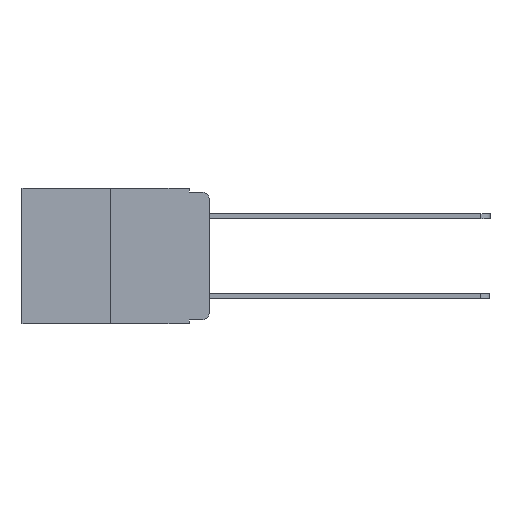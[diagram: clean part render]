
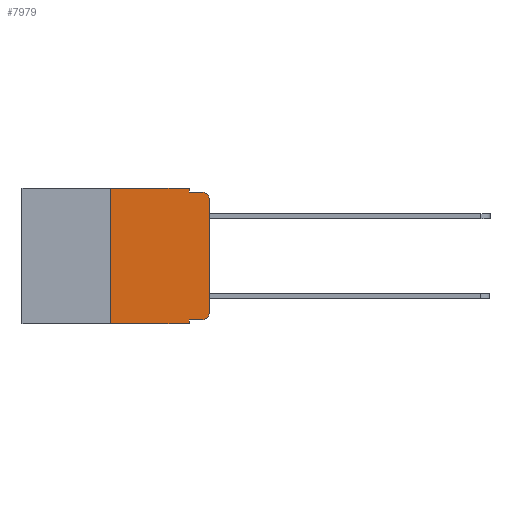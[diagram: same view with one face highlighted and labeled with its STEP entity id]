
A CAD part, left-side view. The second image highlights one B-rep face of the part: STEP entity #7979.
In plain terms, the highlighted planar face has unit normal (-1, 0, 0).
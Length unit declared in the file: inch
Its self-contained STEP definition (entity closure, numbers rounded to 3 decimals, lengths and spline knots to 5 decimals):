
#48 = VECTOR ( 'NONE', #17752, 39.37008 ) ;
#76 = VERTEX_POINT ( 'NONE', #15345 ) ;
#311 = DIRECTION ( 'NONE',  ( 0., 0., -1. ) ) ;
#640 = DIRECTION ( 'NONE',  ( 0., 0., 1. ) ) ;
#869 = EDGE_CURVE ( 'NONE', #9048, #16133, #10242, .T. ) ;
#1250 = VERTEX_POINT ( 'NONE', #17674 ) ;
#1909 = CARTESIAN_POINT ( 'NONE',  ( 0., 0.473, 0. ) ) ;
#2218 = DIRECTION ( 'NONE',  ( -1., 0., 0. ) ) ;
#2571 = CARTESIAN_POINT ( 'NONE',  ( 0., 0.02, -0.01 ) ) ;
#2594 = VERTEX_POINT ( 'NONE', #14949 ) ;
#2960 = EDGE_CURVE ( 'NONE', #1250, #8624, #10146, .T. ) ;
#3205 = DIRECTION ( 'NONE',  ( 0., 0., -1. ) ) ;
#3262 = AXIS2_PLACEMENT_3D ( 'NONE', #8424, #17896, #9844 ) ;
#4088 = CARTESIAN_POINT ( 'NONE',  ( 0., 0.473, -0.343 ) ) ;
#4180 = LINE ( 'NONE', #4088, #48 ) ;
#4311 = DIRECTION ( 'NONE',  ( 0., -1., 0. ) ) ;
#4787 = CARTESIAN_POINT ( 'NONE',  ( 0., 0.473, 0. ) ) ;
#4913 = EDGE_CURVE ( 'NONE', #8248, #76, #9214, .T. ) ;
#4969 = ORIENTED_EDGE ( 'NONE', *, *, #6769, .F. ) ;
#4996 = CARTESIAN_POINT ( 'NONE',  ( 0., 0.25, 0. ) ) ;
#5021 = ORIENTED_EDGE ( 'NONE', *, *, #17124, .T. ) ;
#5412 = CARTESIAN_POINT ( 'NONE',  ( 0., 0., 0. ) ) ;
#5457 = LINE ( 'NONE', #17957, #12371 ) ;
#5527 = VECTOR ( 'NONE', #3205, 39.37008 ) ;
#5584 = CARTESIAN_POINT ( 'NONE',  ( 0., 0., -0.313 ) ) ;
#6238 = ORIENTED_EDGE ( 'NONE', *, *, #9576, .T. ) ;
#6769 = EDGE_CURVE ( 'NONE', #76, #11856, #5457, .T. ) ;
#6770 = CARTESIAN_POINT ( 'NONE',  ( 0., 0.051, 0. ) ) ;
#6911 = CIRCLE ( 'NONE', #9586, 0.02 ) ;
#7179 = ORIENTED_EDGE ( 'NONE', *, *, #15329, .T. ) ;
#7597 = AXIS2_PLACEMENT_3D ( 'NONE', #4787, #9031, #311 ) ;
#7604 = PLANE ( 'NONE',  #7597 ) ;
#7654 = VERTEX_POINT ( 'NONE', #5584 ) ;
#7676 = EDGE_CURVE ( 'NONE', #2594, #11856, #14654, .T. ) ;
#7825 = VERTEX_POINT ( 'NONE', #10135 ) ;
#7882 = LINE ( 'NONE', #1909, #11151 ) ;
#7912 = LINE ( 'NONE', #18174, #14747 ) ;
#7979 = ADVANCED_FACE ( 'NONE', ( #10426 ), #7604, .F. ) ;
#8046 = ORIENTED_EDGE ( 'NONE', *, *, #11874, .T. ) ;
#8248 = VERTEX_POINT ( 'NONE', #6770 ) ;
#8424 = CARTESIAN_POINT ( 'NONE',  ( 0., 0.02, -0.03 ) ) ;
#8473 = CARTESIAN_POINT ( 'NONE',  ( 0., 0.051, 0. ) ) ;
#8624 = VERTEX_POINT ( 'NONE', #4996 ) ;
#8912 = DIRECTION ( 'NONE',  ( 0., 0., -1. ) ) ;
#9031 = DIRECTION ( 'NONE',  ( 1., 0., 0. ) ) ;
#9048 = VERTEX_POINT ( 'NONE', #17968 ) ;
#9214 = LINE ( 'NONE', #12913, #5527 ) ;
#9576 = EDGE_CURVE ( 'NONE', #7654, #2594, #17099, .T. ) ;
#9586 = AXIS2_PLACEMENT_3D ( 'NONE', #10708, #2218, #12066 ) ;
#9844 = DIRECTION ( 'NONE',  ( 0., 0., -1. ) ) ;
#10135 = CARTESIAN_POINT ( 'NONE',  ( 0., 0.02, -0.333 ) ) ;
#10146 = LINE ( 'NONE', #10714, #13298 ) ;
#10190 = ORIENTED_EDGE ( 'NONE', *, *, #7676, .T. ) ;
#10242 = LINE ( 'NONE', #8473, #13835 ) ;
#10380 = VECTOR ( 'NONE', #14966, 39.37008 ) ;
#10426 = FACE_OUTER_BOUND ( 'NONE', #10732, .T. ) ;
#10708 = CARTESIAN_POINT ( 'NONE',  ( 0., 0.02, -0.313 ) ) ;
#10714 = CARTESIAN_POINT ( 'NONE',  ( 0., 0.25, 0. ) ) ;
#10732 = EDGE_LOOP ( 'NONE', ( #6238, #10190, #4969, #15248, #14205, #14647, #8046, #13838, #5021, #7179 ) ) ;
#10874 = EDGE_CURVE ( 'NONE', #8624, #8248, #7882, .T. ) ;
#11151 = VECTOR ( 'NONE', #13143, 39.37008 ) ;
#11485 = DIRECTION ( 'NONE',  ( 0., -1., 0. ) ) ;
#11856 = VERTEX_POINT ( 'NONE', #2571 ) ;
#11874 = EDGE_CURVE ( 'NONE', #1250, #16133, #4180, .T. ) ;
#12066 = DIRECTION ( 'NONE',  ( 0., 0., -1. ) ) ;
#12371 = VECTOR ( 'NONE', #4311, 39.37008 ) ;
#12913 = CARTESIAN_POINT ( 'NONE',  ( 0., 0.051, 0. ) ) ;
#13143 = DIRECTION ( 'NONE',  ( 0., -1., 0. ) ) ;
#13298 = VECTOR ( 'NONE', #640, 39.37008 ) ;
#13809 = CARTESIAN_POINT ( 'NONE',  ( 0., 0.051, -0.343 ) ) ;
#13835 = VECTOR ( 'NONE', #8912, 39.37008 ) ;
#13838 = ORIENTED_EDGE ( 'NONE', *, *, #869, .F. ) ;
#14205 = ORIENTED_EDGE ( 'NONE', *, *, #10874, .F. ) ;
#14647 = ORIENTED_EDGE ( 'NONE', *, *, #2960, .F. ) ;
#14654 = CIRCLE ( 'NONE', #3262, 0.02 ) ;
#14747 = VECTOR ( 'NONE', #11485, 39.37008 ) ;
#14949 = CARTESIAN_POINT ( 'NONE',  ( 0., 0., -0.03 ) ) ;
#14966 = DIRECTION ( 'NONE',  ( 0., 0., 1. ) ) ;
#15248 = ORIENTED_EDGE ( 'NONE', *, *, #4913, .F. ) ;
#15329 = EDGE_CURVE ( 'NONE', #7825, #7654, #6911, .T. ) ;
#15345 = CARTESIAN_POINT ( 'NONE',  ( 0., 0.051, -0.01 ) ) ;
#16133 = VERTEX_POINT ( 'NONE', #13809 ) ;
#17099 = LINE ( 'NONE', #5412, #10380 ) ;
#17124 = EDGE_CURVE ( 'NONE', #9048, #7825, #7912, .T. ) ;
#17674 = CARTESIAN_POINT ( 'NONE',  ( 0., 0.25, -0.343 ) ) ;
#17752 = DIRECTION ( 'NONE',  ( 0., -1., 0. ) ) ;
#17896 = DIRECTION ( 'NONE',  ( -1., 0., 0. ) ) ;
#17957 = CARTESIAN_POINT ( 'NONE',  ( 0., 0.051, -0.01 ) ) ;
#17968 = CARTESIAN_POINT ( 'NONE',  ( 0., 0.051, -0.333 ) ) ;
#18174 = CARTESIAN_POINT ( 'NONE',  ( 0., 0.051, -0.333 ) ) ;
